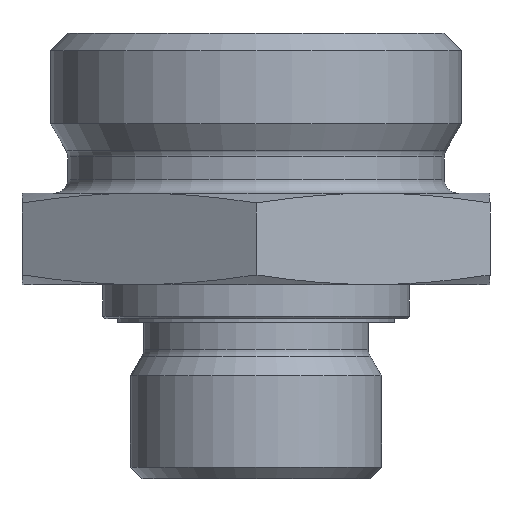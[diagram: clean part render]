
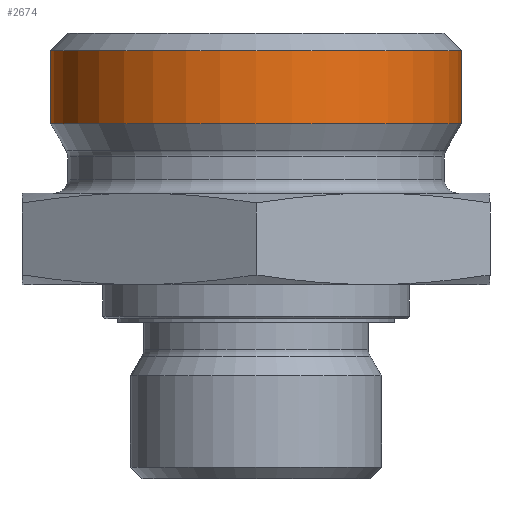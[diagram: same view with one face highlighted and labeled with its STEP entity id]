
A CAD part, front view. The second image highlights one B-rep face of the part: STEP entity #2674.
In plain terms, the highlighted cylindrical face has radius 18 mm (diameter 36 mm), a full revolution.
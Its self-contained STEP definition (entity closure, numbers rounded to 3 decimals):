
#2628=CARTESIAN_POINT('',(12.568,3.545,31.098));
#2629=VERTEX_POINT('',#2628);
#2630=CARTESIAN_POINT('',(-5.432,3.545,31.098));
#2631=DIRECTION('',(0.0,0.0,-1.0));
#2632=DIRECTION('',(-1.0,0.0,0.0));
#2633=AXIS2_PLACEMENT_3D('',#2630,#2631,#2632);
#2634=CIRCLE('',#2633,18.0);
#2635=EDGE_CURVE('',#2629,#2629,#2634,.T.);
#2655=CARTESIAN_POINT('',(-5.432,3.545,39.0));
#2656=DIRECTION('',(0.0,0.0,-1.0));
#2657=DIRECTION('',(-1.0,0.0,0.0));
#2658=AXIS2_PLACEMENT_3D('',#2655,#2656,#2657);
#2659=CYLINDRICAL_SURFACE('',#2658,18.0);
#2660=CARTESIAN_POINT('',(12.568,3.545,37.5));
#2661=VERTEX_POINT('',#2660);
#2662=CARTESIAN_POINT('',(-5.432,3.545,37.5));
#2663=DIRECTION('',(0.0,0.0,1.0));
#2664=DIRECTION('',(-1.0,0.0,0.0));
#2665=AXIS2_PLACEMENT_3D('',#2662,#2663,#2664);
#2666=CIRCLE('',#2665,18.0);
#2667=EDGE_CURVE('',#2661,#2661,#2666,.T.);
#2668=ORIENTED_EDGE('',*,*,#2667,.F.);
#2669=EDGE_LOOP('',(#2668));
#2670=FACE_OUTER_BOUND('',#2669,.T.);
#2671=ORIENTED_EDGE('',*,*,#2635,.F.);
#2672=EDGE_LOOP('',(#2671));
#2673=FACE_BOUND('',#2672,.T.);
#2674=ADVANCED_FACE('',(#2670,#2673),#2659,.T.);
